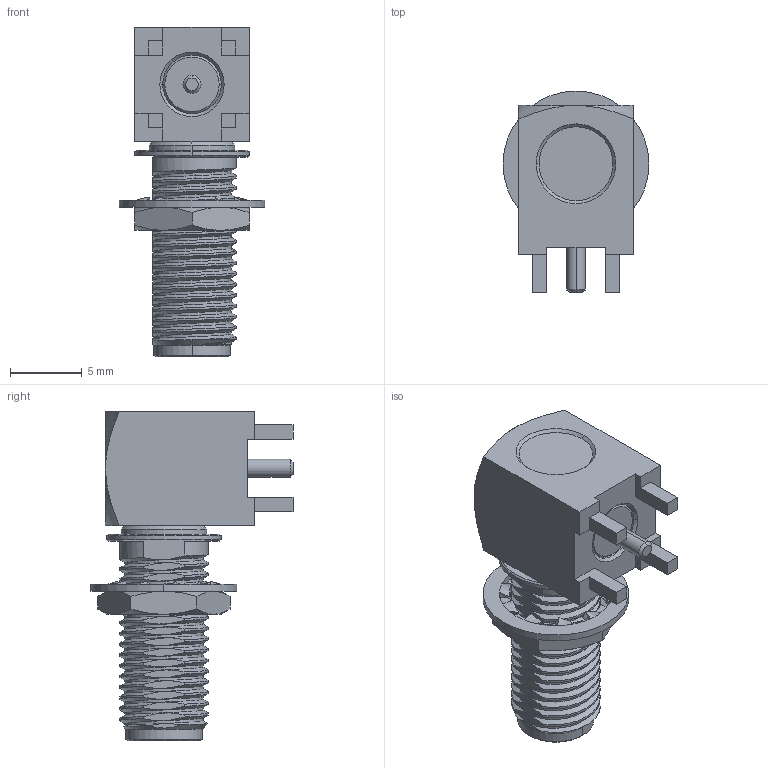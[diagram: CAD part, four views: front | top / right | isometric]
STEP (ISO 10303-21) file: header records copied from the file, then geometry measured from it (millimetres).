
FILE_DESCRIPTION((''),'2;1');
FILE_NAME('SMA6252A9-006-3GT50G-_SW0001','2019-12-26T',('Kaviyarasan'),(''),'CREO PARAMETRIC BY PTC INC, 2018360','CREO PARAMETRIC BY PTC INC, 2018360','');
FILE_SCHEMA(('CONFIG_CONTROL_DESIGN'));
Length unit declared in the file: millimetre
Products named in the file (1): SMA6252A9-006-3GT50G-_SW0001
Bounding box: 10.2 x 14.12 x 23.05 mm (x, y, z)
Volume: 1076.9 mm3; surface area: 1193.2 mm2
Topology: 1 solids, 1 shells, 246 faces, 658 edges, 420 vertices
Faces by surface type: plane 74, bspline 74, cylinder 57, cone 41
Entity records: 18117 total; most frequent: CARTESIAN_POINT 12543, ORIENTED_EDGE 1316, DIRECTION 881, EDGE_CURVE 658, VERTEX_POINT 420, AXIS2_PLACEMENT_3D 294, VECTOR 293, LINE 293
